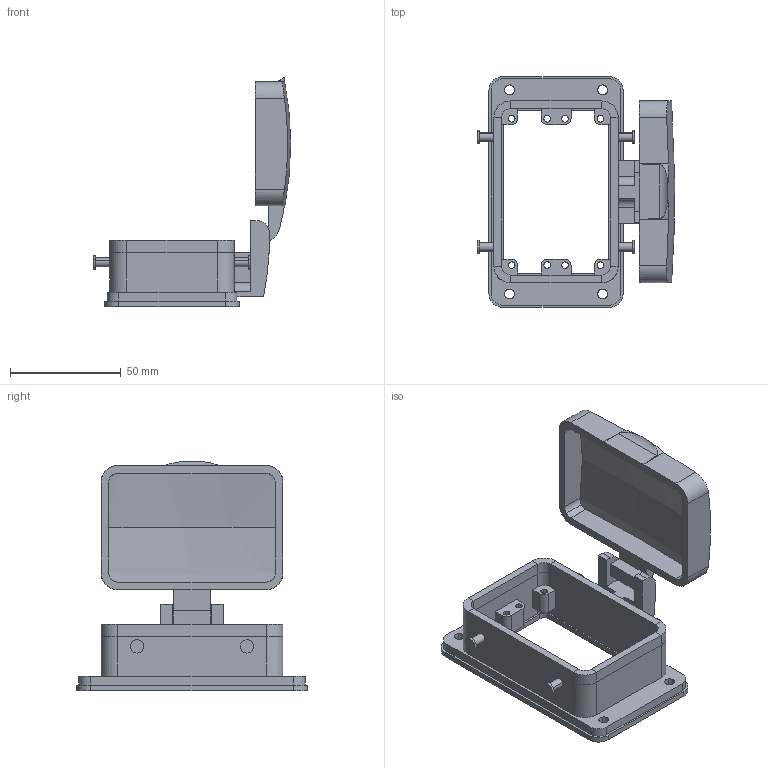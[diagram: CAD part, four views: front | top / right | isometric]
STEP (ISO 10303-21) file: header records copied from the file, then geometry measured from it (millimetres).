
FILE_DESCRIPTION(('CATIA V5 STEP Exchange','CAx-IF Rec.Pracs.--- Model Styling and Organization---1.4--- 2014-01-23'),'2;1');
FILE_NAME ('018422-2_2', '2019-07-25T14:19:44+00:00', ('none'), ('Weidmueller'), 'CATIA Version 5-6 Release 2016 SP3 HF44', 'CATIA V5 STEP AP214', 'none');
FILE_SCHEMA(('AUTOMOTIVE_DESIGN { 1 0 10303 214 1 1 1 1 }'));
Length unit declared in the file: millimetre
Products named in the file (1): 1666440000
Bounding box: 88.98 x 104 x 103.43 mm (x, y, z)
Volume: 70818.1 mm3; surface area: 49334.1 mm2
Topology: 3 solids, 3 shells, 252 faces, 672 edges, 440 vertices
Faces by surface type: plane 124, cylinder 121, revolution 4, torus 3
Entity records: 7995 total; most frequent: CARTESIAN_POINT 1903, ORIENTED_EDGE 1344, DIRECTION 987, EDGE_CURVE 672, VERTEX_POINT 440, AXIS2_PLACEMENT_3D 398, VECTOR 395, LINE 395
